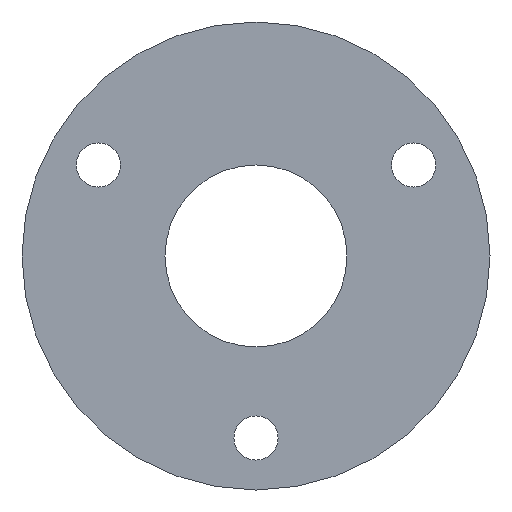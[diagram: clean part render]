
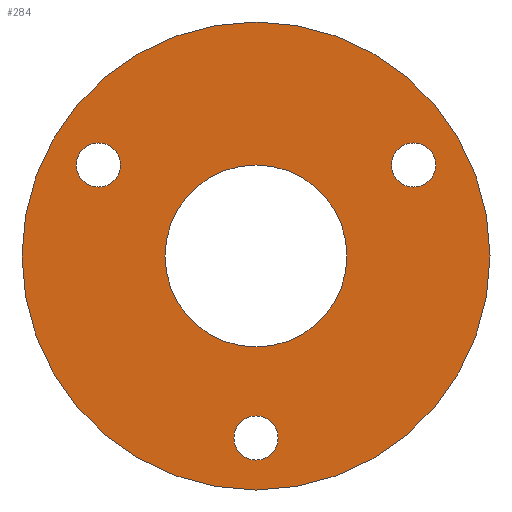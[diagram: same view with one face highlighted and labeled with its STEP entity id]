
A CAD part, front view. The second image highlights one B-rep face of the part: STEP entity #284.
In plain terms, the highlighted planar face has unit normal (0, -1, 0).
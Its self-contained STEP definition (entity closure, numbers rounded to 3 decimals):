
#38=FACE_BOUND('',#82,.T.);
#39=FACE_BOUND('',#83,.T.);
#40=FACE_BOUND('',#84,.T.);
#41=FACE_BOUND('',#85,.T.);
#44=PLANE('',#347);
#60=FACE_OUTER_BOUND('',#81,.T.);
#81=EDGE_LOOP('',(#257));
#82=EDGE_LOOP('',(#258));
#83=EDGE_LOOP('',(#259));
#84=EDGE_LOOP('',(#260));
#85=EDGE_LOOP('',(#261));
#94=CIRCLE('',#310,1.7);
#98=CIRCLE('',#316,1.7);
#102=CIRCLE('',#322,1.7);
#113=CIRCLE('',#338,7.);
#118=CIRCLE('',#346,18.);
#126=VERTEX_POINT('',#473);
#129=VERTEX_POINT('',#483);
#132=VERTEX_POINT('',#493);
#141=VERTEX_POINT('',#520);
#144=VERTEX_POINT('',#532);
#154=EDGE_CURVE('',#126,#126,#94,.T.);
#159=EDGE_CURVE('',#129,#129,#98,.T.);
#164=EDGE_CURVE('',#132,#132,#102,.T.);
#177=EDGE_CURVE('',#141,#141,#113,.T.);
#183=EDGE_CURVE('',#144,#144,#118,.T.);
#257=ORIENTED_EDGE('',*,*,#183,.F.);
#258=ORIENTED_EDGE('',*,*,#154,.F.);
#259=ORIENTED_EDGE('',*,*,#159,.F.);
#260=ORIENTED_EDGE('',*,*,#164,.F.);
#261=ORIENTED_EDGE('',*,*,#177,.F.);
#284=ADVANCED_FACE('',(#60,#38,#39,#40,#41),#44,.F.);
#310=AXIS2_PLACEMENT_3D('',#475,#373,#374);
#316=AXIS2_PLACEMENT_3D('',#485,#386,#387);
#322=AXIS2_PLACEMENT_3D('',#495,#399,#400);
#338=AXIS2_PLACEMENT_3D('',#522,#433,#434);
#346=AXIS2_PLACEMENT_3D('',#534,#450,#451);
#347=AXIS2_PLACEMENT_3D('',#535,#452,#453);
#373=DIRECTION('center_axis',(0.,-1.,0.));
#374=DIRECTION('ref_axis',(1.,0.,0.));
#386=DIRECTION('center_axis',(0.,-1.,0.));
#387=DIRECTION('ref_axis',(1.,0.,0.));
#399=DIRECTION('center_axis',(0.,-1.,0.));
#400=DIRECTION('ref_axis',(1.,0.,0.));
#433=DIRECTION('center_axis',(0.,-1.,0.));
#434=DIRECTION('ref_axis',(1.,0.,0.));
#450=DIRECTION('center_axis',(0.,1.,0.));
#451=DIRECTION('ref_axis',(1.,0.,0.));
#452=DIRECTION('center_axis',(0.,1.,0.));
#453=DIRECTION('ref_axis',(1.,0.,0.));
#473=CARTESIAN_POINT('',(-1.7,0.,-14.));
#475=CARTESIAN_POINT('Origin',(0.,0.,-14.));
#483=CARTESIAN_POINT('',(10.424,0.,7.));
#485=CARTESIAN_POINT('Origin',(12.124,0.,7.));
#493=CARTESIAN_POINT('',(-13.824,0.,7.));
#495=CARTESIAN_POINT('Origin',(-12.124,0.,7.));
#520=CARTESIAN_POINT('',(-7.,0.,0.));
#522=CARTESIAN_POINT('Origin',(0.,0.,0.));
#532=CARTESIAN_POINT('',(-18.,0.,0.));
#534=CARTESIAN_POINT('Origin',(0.,0.,0.));
#535=CARTESIAN_POINT('Origin',(0.,0.,0.));
